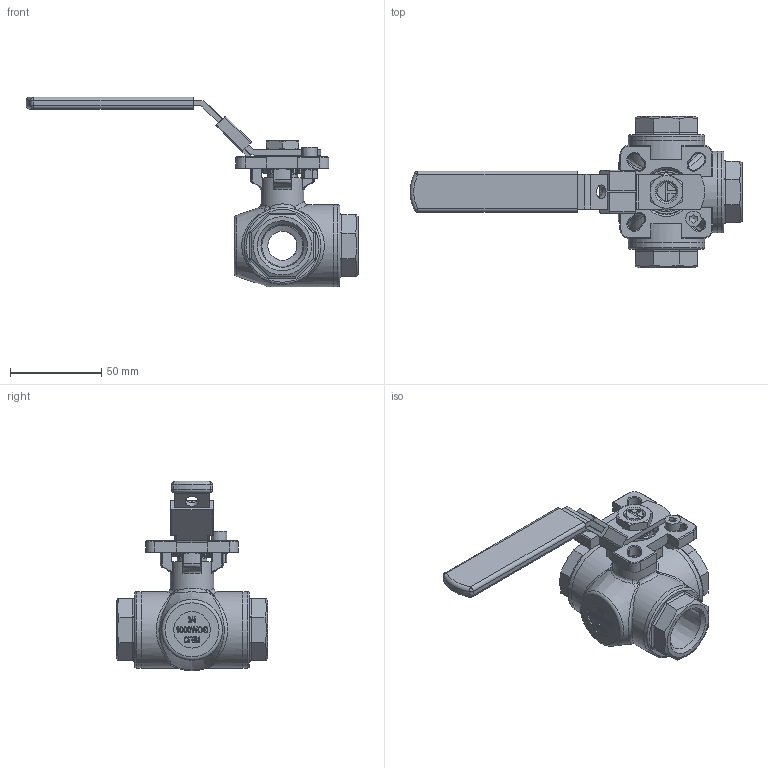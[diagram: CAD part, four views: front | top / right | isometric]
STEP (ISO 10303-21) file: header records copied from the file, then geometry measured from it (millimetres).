
FILE_DESCRIPTION(('STEP AP214'),'1');
FILE_NAME(' 3-4.stp','2023-12-13T05:26:35',(' '),(' '),'Spatial InterOp 3D',' ',' ');
FILE_SCHEMA(('AUTOMOTIVE_DESIGN { 1 0 10303 214 1 1 1 1 }'));
Length unit declared in the file: millimetre
Products named in the file (21): __1; body; cap A; cap B; ball; STEM; PACKING; PACKING RING; SPRING; 非标螺母; 防松垫片; seat; palte; __; 零件2; handl ; 螺钉 ： 圆柱头 - M5.0 x 12.0; TLZ中口填料; 螺母 ： 标准 - M5.0 x 4.7
Assembly tree (25 placements, depth 3):
  __1
    body
    cap A
    cap B  x3
    ball
    STEM
    PACKING
    PACKING RING
    SPRING
    非标螺母
    防松垫片
    seat  x4
    palte
    __
      零件2
      零件2
      handl 
      非标螺母
    螺钉 ： 圆柱头 - M5.0 x 12.0
    TLZ中口填料
    螺母 ： 标准 - M5.0 x 4.7
Bounding box: 182.3 x 83 x 104.12 mm (x, y, z)
Volume: 160315.5 mm3; surface area: 90924.8 mm2
Topology: 25 solids, 25 shells, 1247 faces, 3239 edges, 2069 vertices
Faces by surface type: plane 877, cylinder 159, cone 125, torus 53, bspline 23, sphere 10
Full cylindrical faces by diameter (mm): 4.995 x1, 5 x2, 5.2 x1, 7.5 x1, 8.5 x1, 9 x1, 9.4 x1, 10.5 x2, 12 x3, 12.2 x1, 12.3 x3, 12.5 x1, 15 x1, 15.938 x1, 16 x9, 16.4 x1, 16.5 x3, 17.5 x1, 18.3 x1, 20 x1, 22 x2, 24 x1, 25 x1, 26 x9, 31 x4, 32.5 x1, 32.9 x1, 34.7 x3, 34.8 x2, 37 x1
Entity records: 56633 total; most frequent: CARTESIAN_POINT 19383, ORIENTED_EDGE 5788, DIRECTION 5412, EDGE_CURVE 2894, LINE 2234, VECTOR 2234, VERTEX_POINT 1930, AXIS2_PLACEMENT_3D 1589
